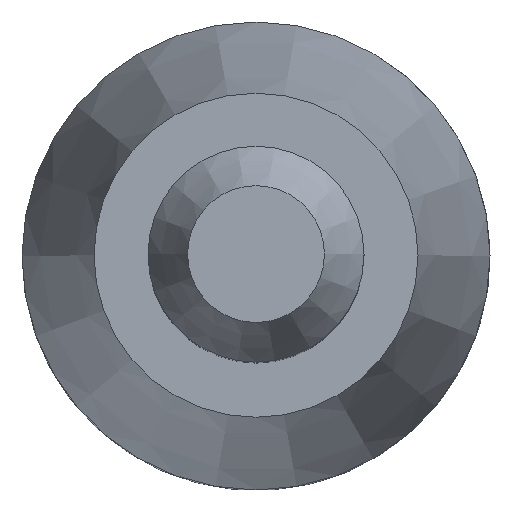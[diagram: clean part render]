
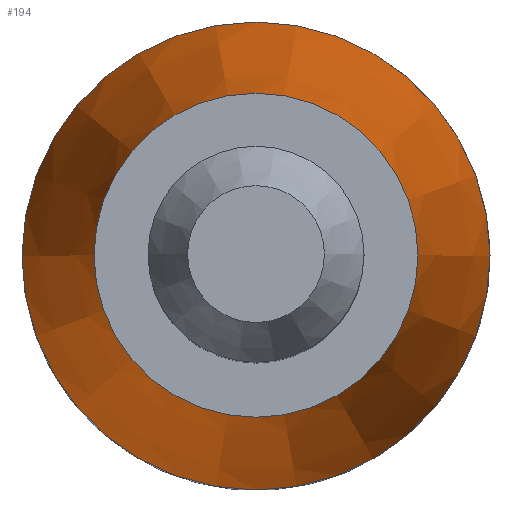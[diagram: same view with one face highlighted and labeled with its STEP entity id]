
A CAD part, top view. The second image highlights one B-rep face of the part: STEP entity #194.
In plain terms, the highlighted conical face has half-angle 9.462 degrees and reference radius 3.25 mm.
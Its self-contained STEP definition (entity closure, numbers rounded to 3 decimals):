
#165=CONICAL_SURFACE('',#471,3.25,9.462);
#176=FACE_BOUND('',#236,.T.);
#177=FACE_BOUND('',#237,.T.);
#194=ADVANCED_FACE('',(#176,#177),#165,.T.);
#236=EDGE_LOOP('',(#308));
#237=EDGE_LOOP('',(#309));
#308=ORIENTED_EDGE('',*,*,#394,.T.);
#309=ORIENTED_EDGE('',*,*,#393,.F.);
#364=VERTEX_POINT('',#648);
#365=VERTEX_POINT('',#651);
#393=EDGE_CURVE('',#364,#364,#414,.T.);
#394=EDGE_CURVE('',#365,#365,#415,.T.);
#414=CIRCLE('',#468,3.25);
#415=CIRCLE('',#470,2.25);
#468=AXIS2_PLACEMENT_3D('',#647,#529,#530);
#470=AXIS2_PLACEMENT_3D('',#650,#533,#534);
#471=AXIS2_PLACEMENT_3D('',#652,#535,#536);
#529=DIRECTION('',(0.,0.,-1.));
#530=DIRECTION('',(-1.,0.,0.));
#533=DIRECTION('',(0.,0.,-1.));
#534=DIRECTION('',(-1.,0.,0.));
#535=DIRECTION('',(0.,0.,-1.));
#536=DIRECTION('',(-1.,0.,0.));
#647=CARTESIAN_POINT('',(0.,0.,-6.));
#648=CARTESIAN_POINT('',(-3.25,0.,-6.));
#650=CARTESIAN_POINT('',(0.,0.,0.));
#651=CARTESIAN_POINT('',(-2.25,0.,0.));
#652=CARTESIAN_POINT('',(0.,0.,-6.));
